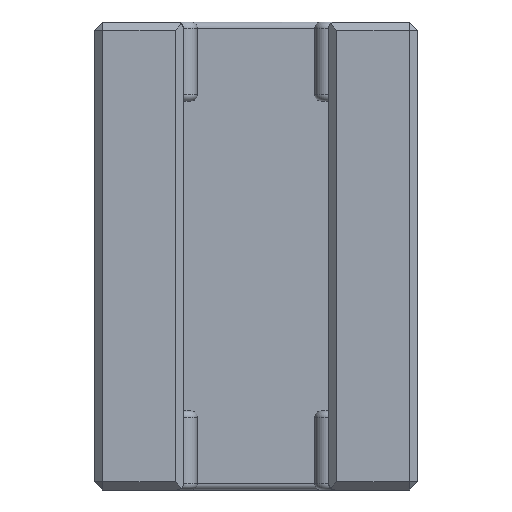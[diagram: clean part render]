
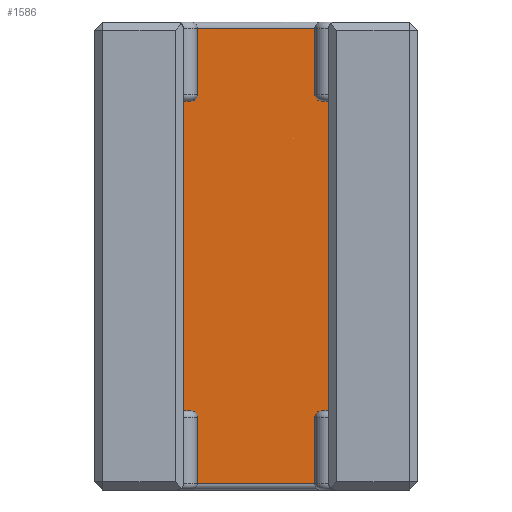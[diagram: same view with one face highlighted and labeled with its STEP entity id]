
A CAD part, front view. The second image highlights one B-rep face of the part: STEP entity #1586.
In plain terms, the highlighted planar face has unit normal (0, -1, 0).
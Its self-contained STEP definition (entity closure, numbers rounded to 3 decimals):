
#5 = DIRECTION ( 'NONE',  ( 1., 0., 0. ) ) ;
#10 = VERTEX_POINT ( 'NONE', #546 ) ;
#26 = VECTOR ( 'NONE', #669, 1000. ) ;
#245 = VECTOR ( 'NONE', #1694, 1000. ) ;
#281 = AXIS2_PLACEMENT_3D ( 'NONE', #1842, #1011, #1968 ) ;
#297 = CARTESIAN_POINT ( 'NONE',  ( -4.5, 0.5, 14.5 ) ) ;
#319 = LINE ( 'NONE', #1442, #915 ) ;
#339 = EDGE_CURVE ( 'NONE', #1136, #1488, #569, .T. ) ;
#394 = PLANE ( 'NONE',  #281 ) ;
#401 = LINE ( 'NONE', #1214, #245 ) ;
#405 = EDGE_CURVE ( 'NONE', #1136, #712, #401, .T. ) ;
#455 = LINE ( 'NONE', #297, #26 ) ;
#546 = CARTESIAN_POINT ( 'NONE',  ( -4.5, 0.5, -14.1 ) ) ;
#569 = LINE ( 'NONE', #1556, #949 ) ;
#617 = CARTESIAN_POINT ( 'NONE',  ( 4.5, 0.5, 14.1 ) ) ;
#669 = DIRECTION ( 'NONE',  ( 0., 0., -1. ) ) ;
#676 = ORIENTED_EDGE ( 'NONE', *, *, #1408, .T. ) ;
#680 = FACE_OUTER_BOUND ( 'NONE', #1288, .T. ) ;
#712 = VERTEX_POINT ( 'NONE', #918 ) ;
#915 = VECTOR ( 'NONE', #5, 1000. ) ;
#918 = CARTESIAN_POINT ( 'NONE',  ( -4.5, 0.5, 14.1 ) ) ;
#949 = VECTOR ( 'NONE', #1870, 1000. ) ;
#1011 = DIRECTION ( 'NONE',  ( 0., 1., 0. ) ) ;
#1136 = VERTEX_POINT ( 'NONE', #617 ) ;
#1214 = CARTESIAN_POINT ( 'NONE',  ( -4.5, 0.5, 14.1 ) ) ;
#1288 = EDGE_LOOP ( 'NONE', ( #676, #1510, #1925, #1604 ) ) ;
#1408 = EDGE_CURVE ( 'NONE', #712, #10, #455, .T. ) ;
#1442 = CARTESIAN_POINT ( 'NONE',  ( 4.5, 0.5, -14.1 ) ) ;
#1488 = VERTEX_POINT ( 'NONE', #1593 ) ;
#1510 = ORIENTED_EDGE ( 'NONE', *, *, #2052, .T. ) ;
#1556 = CARTESIAN_POINT ( 'NONE',  ( 4.5, 0.5, 14.5 ) ) ;
#1586 = ADVANCED_FACE ( 'NONE', ( #680 ), #394, .F. ) ;
#1593 = CARTESIAN_POINT ( 'NONE',  ( 4.5, 0.5, -14.1 ) ) ;
#1604 = ORIENTED_EDGE ( 'NONE', *, *, #405, .T. ) ;
#1694 = DIRECTION ( 'NONE',  ( -1., 0., 0. ) ) ;
#1842 = CARTESIAN_POINT ( 'NONE',  ( -4.5, 0.5, 14.5 ) ) ;
#1870 = DIRECTION ( 'NONE',  ( 0., 0., -1. ) ) ;
#1925 = ORIENTED_EDGE ( 'NONE', *, *, #339, .F. ) ;
#1968 = DIRECTION ( 'NONE',  ( 0., 0., 1. ) ) ;
#2052 = EDGE_CURVE ( 'NONE', #10, #1488, #319, .T. ) ;
